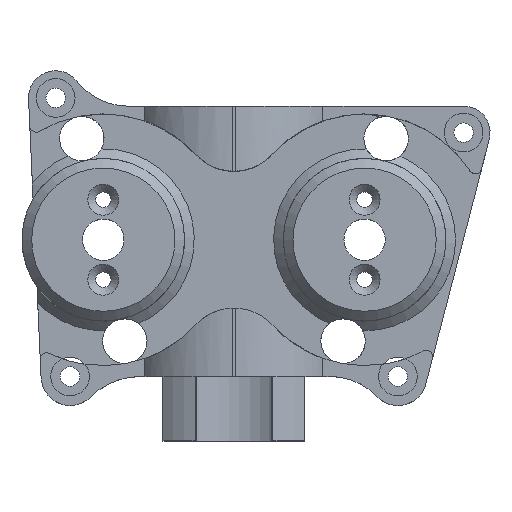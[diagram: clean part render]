
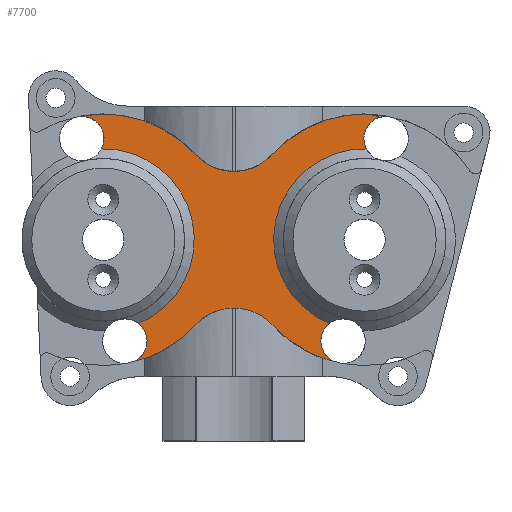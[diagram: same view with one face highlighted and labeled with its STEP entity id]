
A CAD part, top view. The second image highlights one B-rep face of the part: STEP entity #7700.
In plain terms, the highlighted planar face has unit normal (0, 0, 1).
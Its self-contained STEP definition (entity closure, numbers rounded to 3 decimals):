
#929=PLANE('',#8053);
#1322=FACE_OUTER_BOUND('',#1776,.T.);
#1776=EDGE_LOOP('',(#7099,#7100,#7101,#7102,#7103,#7104,#7105,#7106,#7107,
#7108,#7109,#7110,#7111,#7112));
#2911=CIRCLE('',#7902,14.1);
#2912=CIRCLE('',#7904,14.1);
#2919=CIRCLE('',#7928,19.5);
#2922=CIRCLE('',#7932,8.);
#2925=CIRCLE('',#7936,19.5);
#2932=CIRCLE('',#7946,19.5);
#2934=CIRCLE('',#7949,8.);
#2936=CIRCLE('',#7952,19.5);
#2979=CIRCLE('',#8026,3.45);
#2983=CIRCLE('',#8034,3.45);
#2985=CIRCLE('',#8036,3.45);
#2987=CIRCLE('',#8039,3.45);
#2991=CIRCLE('',#8047,3.45);
#2993=CIRCLE('',#8049,3.45);
#3579=VERTEX_POINT('',#14470);
#3580=VERTEX_POINT('',#14479);
#3581=VERTEX_POINT('',#14490);
#3582=VERTEX_POINT('',#14499);
#3627=VERTEX_POINT('',#15090);
#3628=VERTEX_POINT('',#15092);
#3633=VERTEX_POINT('',#15113);
#3638=VERTEX_POINT('',#15134);
#3680=VERTEX_POINT('',#15667);
#3681=VERTEX_POINT('',#15669);
#3683=VERTEX_POINT('',#15675);
#3685=VERTEX_POINT('',#15681);
#3764=VERTEX_POINT('',#16075);
#3768=VERTEX_POINT('',#16096);
#4613=EDGE_CURVE('',#3579,#3580,#2911,.T.);
#4616=EDGE_CURVE('',#3581,#3582,#2912,.T.);
#4690=EDGE_CURVE('',#3628,#3627,#2919,.T.);
#4697=EDGE_CURVE('',#3627,#3633,#2922,.T.);
#4703=EDGE_CURVE('',#3633,#3638,#2925,.T.);
#4762=EDGE_CURVE('',#3681,#3680,#2932,.T.);
#4766=EDGE_CURVE('',#3680,#3683,#2934,.T.);
#4769=EDGE_CURVE('',#3683,#3685,#2936,.T.);
#4886=EDGE_CURVE('',#3581,#3681,#2979,.T.);
#4893=EDGE_CURVE('',#3579,#3764,#2983,.T.);
#4895=EDGE_CURVE('',#3764,#3628,#2985,.T.);
#4898=EDGE_CURVE('',#3638,#3582,#2987,.T.);
#4905=EDGE_CURVE('',#3685,#3768,#2991,.T.);
#4907=EDGE_CURVE('',#3768,#3580,#2993,.T.);
#7099=ORIENTED_EDGE('',*,*,#4613,.F.);
#7100=ORIENTED_EDGE('',*,*,#4893,.T.);
#7101=ORIENTED_EDGE('',*,*,#4895,.T.);
#7102=ORIENTED_EDGE('',*,*,#4690,.T.);
#7103=ORIENTED_EDGE('',*,*,#4697,.T.);
#7104=ORIENTED_EDGE('',*,*,#4703,.T.);
#7105=ORIENTED_EDGE('',*,*,#4898,.T.);
#7106=ORIENTED_EDGE('',*,*,#4616,.F.);
#7107=ORIENTED_EDGE('',*,*,#4886,.T.);
#7108=ORIENTED_EDGE('',*,*,#4762,.T.);
#7109=ORIENTED_EDGE('',*,*,#4766,.T.);
#7110=ORIENTED_EDGE('',*,*,#4769,.T.);
#7111=ORIENTED_EDGE('',*,*,#4905,.T.);
#7112=ORIENTED_EDGE('',*,*,#4907,.T.);
#7700=ADVANCED_FACE('',(#1322),#929,.T.);
#7902=AXIS2_PLACEMENT_3D('',#14480,#8767,#8768);
#7904=AXIS2_PLACEMENT_3D('',#14500,#8771,#8772);
#7928=AXIS2_PLACEMENT_3D('',#15093,#8848,#8849);
#7932=AXIS2_PLACEMENT_3D('',#15115,#8859,#8860);
#7936=AXIS2_PLACEMENT_3D('',#15136,#8869,#8870);
#7946=AXIS2_PLACEMENT_3D('',#15670,#8910,#8911);
#7949=AXIS2_PLACEMENT_3D('',#15677,#8918,#8919);
#7952=AXIS2_PLACEMENT_3D('',#15683,#8925,#8926);
#8026=AXIS2_PLACEMENT_3D('',#16063,#9138,#9139);
#8034=AXIS2_PLACEMENT_3D('',#16077,#9157,#9158);
#8036=AXIS2_PLACEMENT_3D('',#16079,#9161,#9162);
#8039=AXIS2_PLACEMENT_3D('',#16084,#9168,#9169);
#8047=AXIS2_PLACEMENT_3D('',#16098,#9187,#9188);
#8049=AXIS2_PLACEMENT_3D('',#16100,#9191,#9192);
#8053=AXIS2_PLACEMENT_3D('',#16105,#9200,#9201);
#8767=DIRECTION('center_axis',(0.,0.,1.));
#8768=DIRECTION('ref_axis',(-1.,0.,0.));
#8771=DIRECTION('center_axis',(0.,0.,1.));
#8772=DIRECTION('ref_axis',(1.,0.,0.));
#8848=DIRECTION('center_axis',(0.,0.,1.));
#8849=DIRECTION('ref_axis',(1.,0.,0.));
#8859=DIRECTION('center_axis',(0.,0.,-1.));
#8860=DIRECTION('ref_axis',(-0.736,-0.677,0.));
#8869=DIRECTION('center_axis',(0.,0.,1.));
#8870=DIRECTION('ref_axis',(1.,0.,0.));
#8910=DIRECTION('center_axis',(0.,0.,1.));
#8911=DIRECTION('ref_axis',(1.,0.,0.));
#8918=DIRECTION('center_axis',(0.,0.,-1.));
#8919=DIRECTION('ref_axis',(0.736,0.677,0.));
#8925=DIRECTION('center_axis',(0.,0.,1.));
#8926=DIRECTION('ref_axis',(1.,0.,0.));
#9138=DIRECTION('center_axis',(0.,0.,-1.));
#9139=DIRECTION('ref_axis',(1.,0.,0.));
#9157=DIRECTION('center_axis',(0.,0.,-1.));
#9158=DIRECTION('ref_axis',(1.,0.,0.));
#9161=DIRECTION('center_axis',(0.,0.,-1.));
#9162=DIRECTION('ref_axis',(1.,0.,0.));
#9168=DIRECTION('center_axis',(0.,0.,-1.));
#9169=DIRECTION('ref_axis',(1.,0.,0.));
#9187=DIRECTION('center_axis',(0.,0.,-1.));
#9188=DIRECTION('ref_axis',(1.,0.,0.));
#9191=DIRECTION('center_axis',(0.,0.,-1.));
#9192=DIRECTION('ref_axis',(1.,0.,0.));
#9200=DIRECTION('center_axis',(0.,0.,1.));
#9201=DIRECTION('ref_axis',(1.,0.,0.));
#14470=CARTESIAN_POINT('',(20.532,14.097,4.));
#14479=CARTESIAN_POINT('',(14.773,-12.993,4.));
#14480=CARTESIAN_POINT('Origin',(20.25,0.,4.));
#14490=CARTESIAN_POINT('',(-14.773,-12.993,4.));
#14499=CARTESIAN_POINT('',(-20.532,14.097,4.));
#14500=CARTESIAN_POINT('Origin',(-20.25,0.,4.));
#15090=CARTESIAN_POINT('',(5.891,13.193,4.));
#15092=CARTESIAN_POINT('',(24.304,19.074,4.));
#15093=CARTESIAN_POINT('Origin',(20.25,0.,4.));
#15113=CARTESIAN_POINT('',(-5.891,13.193,4.));
#15115=CARTESIAN_POINT('Origin',(0.,18.606,
4.));
#15134=CARTESIAN_POINT('',(-24.304,19.074,4.));
#15136=CARTESIAN_POINT('Origin',(-20.25,0.,4.));
#15667=CARTESIAN_POINT('',(-5.891,-13.193,4.));
#15669=CARTESIAN_POINT('',(-16.196,-19.074,4.));
#15670=CARTESIAN_POINT('Origin',(-20.25,0.,4.));
#15675=CARTESIAN_POINT('',(5.891,-13.193,4.));
#15677=CARTESIAN_POINT('Origin',(0.,-18.606,
4.));
#15681=CARTESIAN_POINT('',(16.196,-19.074,4.));
#15683=CARTESIAN_POINT('Origin',(20.25,0.,4.));
#16063=CARTESIAN_POINT('Origin',(-16.913,-15.699,4.));
#16075=CARTESIAN_POINT('',(20.137,15.699,4.));
#16077=CARTESIAN_POINT('Origin',(23.587,15.699,4.));
#16079=CARTESIAN_POINT('Origin',(23.587,15.699,4.));
#16084=CARTESIAN_POINT('Origin',(-23.587,15.699,4.));
#16096=CARTESIAN_POINT('',(13.463,-15.699,4.));
#16098=CARTESIAN_POINT('Origin',(16.913,-15.699,4.));
#16100=CARTESIAN_POINT('Origin',(16.913,-15.699,4.));
#16105=CARTESIAN_POINT('Origin',(-23.587,15.699,4.));
